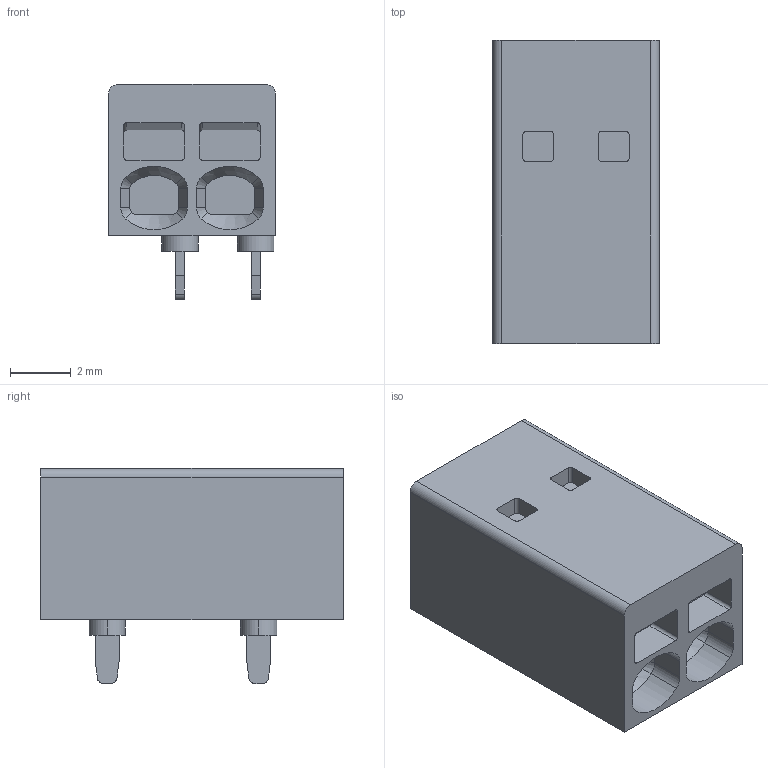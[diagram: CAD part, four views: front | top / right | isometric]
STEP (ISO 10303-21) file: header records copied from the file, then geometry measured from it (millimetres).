
FILE_DESCRIPTION(('Creo Elements/Direct Modeling STEP Export'),'2;1');
FILE_NAME('model.stp','2017-09-20T17:51:33',(''),(''),'Creo Elements/Direct Modeling STEP processor for AP214 (Solid Model)','Creo Elements/Direct Modeling 18.1I 14-Aug-2016 (C) Parametric Technology GmbH','');
FILE_SCHEMA(('AUTOMOTIVE_DESIGN { 1 0 10303 214 1 1 1 1 }'));
Length unit declared in the file: millimetre
Products named in the file (3): PTSM_0.5_2-2.5-H; Bohrloch_3; PTSM_0.5_2-2.5-H_THR_R24
Assembly tree (5 placements, depth 2):
  PTSM_0.5_2-2.5-H_THR_R24
    Bohrloch_3  x4
    PTSM_0.5_2-2.5-H
Bounding box: 5.5 x 10 x 7.1 mm (x, y, z)
Volume: 257.5 mm3; surface area: 341.7 mm2
Topology: 5 solids, 5 shells, 156 faces, 372 edges, 236 vertices
Faces by surface type: plane 80, cylinder 64, cone 12
Entity records: 5507 total; most frequent: CARTESIAN_POINT 764, DIRECTION 764, ORIENTED_EDGE 708, EDGE_CURVE 354, AXIS2_PLACEMENT_3D 262, VECTOR 240, LINE 240, VERTEX_POINT 224
